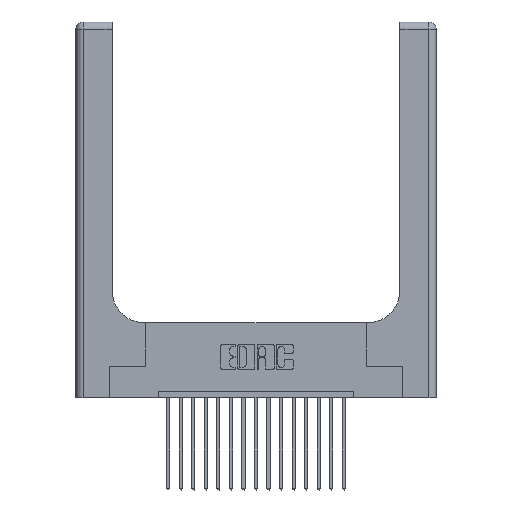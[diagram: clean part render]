
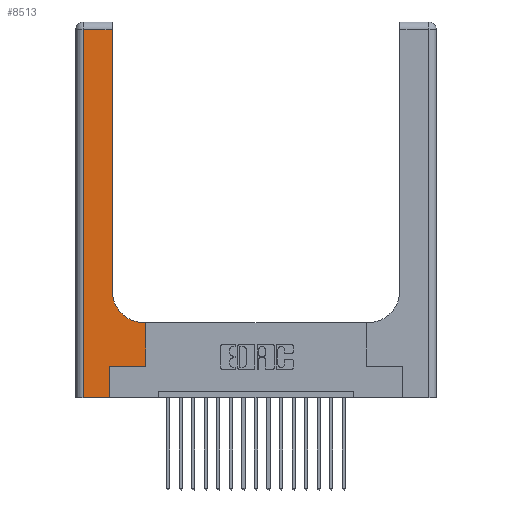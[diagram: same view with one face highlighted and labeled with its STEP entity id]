
A CAD part, top view. The second image highlights one B-rep face of the part: STEP entity #8513.
In plain terms, the highlighted planar face has unit normal (0, 0, 1).
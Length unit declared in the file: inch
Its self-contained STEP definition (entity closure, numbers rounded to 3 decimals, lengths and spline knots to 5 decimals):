
#71 = CARTESIAN_POINT ( 'NONE',  ( 0.06, 3., 0.37 ) ) ;
#146 = VERTEX_POINT ( 'NONE', #18133 ) ;
#899 = VECTOR ( 'NONE', #9516, 39.37008 ) ;
#1145 = CARTESIAN_POINT ( 'NONE',  ( 0., 2.94, 0.37 ) ) ;
#1591 = VERTEX_POINT ( 'NONE', #13383 ) ;
#1807 = VERTEX_POINT ( 'NONE', #2945 ) ;
#1924 = VECTOR ( 'NONE', #3447, 39.37008 ) ;
#1954 = CARTESIAN_POINT ( 'NONE',  ( 0.2915, 3., 0.37 ) ) ;
#2025 = CARTESIAN_POINT ( 'NONE',  ( 0.269, 0.25, 0.37 ) ) ;
#2149 = CARTESIAN_POINT ( 'NONE',  ( 0.5585, 0.25, 0.37 ) ) ;
#2190 = VERTEX_POINT ( 'NONE', #5881 ) ;
#2219 = EDGE_CURVE ( 'NONE', #2190, #146, #3352, .T. ) ;
#2622 = CARTESIAN_POINT ( 'NONE',  ( 0.5415, 0.85, 0.37 ) ) ;
#2669 = CIRCLE ( 'NONE', #11892, 0.25 ) ;
#2823 = DIRECTION ( 'NONE',  ( 1., 0., 0. ) ) ;
#2945 = CARTESIAN_POINT ( 'NONE',  ( 0.2915, 2.94, 0.37 ) ) ;
#3264 = VERTEX_POINT ( 'NONE', #15427 ) ;
#3352 = LINE ( 'NONE', #19737, #13836 ) ;
#3447 = DIRECTION ( 'NONE',  ( 0., 1., 0. ) ) ;
#4157 = DIRECTION ( 'NONE',  ( 0., 0., -1. ) ) ;
#4544 = CARTESIAN_POINT ( 'NONE',  ( 0.269, 0., 0.37 ) ) ;
#4658 = VERTEX_POINT ( 'NONE', #19559 ) ;
#4892 = CARTESIAN_POINT ( 'NONE',  ( 0., 3., 0.37 ) ) ;
#5045 = CARTESIAN_POINT ( 'NONE',  ( 0.269, 0.25, 0.37 ) ) ;
#5076 = LINE ( 'NONE', #4544, #1924 ) ;
#5737 = VERTEX_POINT ( 'NONE', #19059 ) ;
#5770 = VECTOR ( 'NONE', #17232, 39.37008 ) ;
#5881 = CARTESIAN_POINT ( 'NONE',  ( 0.5585, 0.6, 0.37 ) ) ;
#5913 = EDGE_CURVE ( 'NONE', #1807, #3264, #12594, .T. ) ;
#6077 = EDGE_CURVE ( 'NONE', #1591, #1807, #7968, .T. ) ;
#6730 = ORIENTED_EDGE ( 'NONE', *, *, #10126, .T. ) ;
#7112 = ORIENTED_EDGE ( 'NONE', *, *, #6077, .T. ) ;
#7157 = ORIENTED_EDGE ( 'NONE', *, *, #13294, .T. ) ;
#7968 = LINE ( 'NONE', #1954, #8908 ) ;
#8115 = PLANE ( 'NONE',  #18681 ) ;
#8232 = VECTOR ( 'NONE', #10961, 39.37008 ) ;
#8513 = ADVANCED_FACE ( 'NONE', ( #18366 ), #8115, .F. ) ;
#8908 = VECTOR ( 'NONE', #12839, 39.37008 ) ;
#9268 = CARTESIAN_POINT ( 'NONE',  ( 0.5585, 0.25, 0.37 ) ) ;
#9448 = DIRECTION ( 'NONE',  ( -1., 0., 0. ) ) ;
#9516 = DIRECTION ( 'NONE',  ( 1., 0., 0. ) ) ;
#10126 = EDGE_CURVE ( 'NONE', #146, #1591, #2669, .T. ) ;
#10818 = CARTESIAN_POINT ( 'NONE',  ( 0., 0., 0.37 ) ) ;
#10900 = DIRECTION ( 'NONE',  ( 0., 1., 0. ) ) ;
#10961 = DIRECTION ( 'NONE',  ( 0., -1., 0. ) ) ;
#11210 = ORIENTED_EDGE ( 'NONE', *, *, #2219, .T. ) ;
#11618 = LINE ( 'NONE', #10818, #899 ) ;
#11892 = AXIS2_PLACEMENT_3D ( 'NONE', #2622, #4157, #2823 ) ;
#12159 = VECTOR ( 'NONE', #15822, 39.37008 ) ;
#12382 = VERTEX_POINT ( 'NONE', #2025 ) ;
#12517 = EDGE_LOOP ( 'NONE', ( #7112, #19768, #12667, #19513, #12906, #7157, #12695, #11210, #6730 ) ) ;
#12594 = LINE ( 'NONE', #1145, #5770 ) ;
#12667 = ORIENTED_EDGE ( 'NONE', *, *, #17244, .T. ) ;
#12695 = ORIENTED_EDGE ( 'NONE', *, *, #18769, .T. ) ;
#12839 = DIRECTION ( 'NONE',  ( 0., 1., 0. ) ) ;
#12906 = ORIENTED_EDGE ( 'NONE', *, *, #13472, .T. ) ;
#13294 = EDGE_CURVE ( 'NONE', #12382, #13867, #13362, .T. ) ;
#13362 = LINE ( 'NONE', #5045, #12159 ) ;
#13383 = CARTESIAN_POINT ( 'NONE',  ( 0.2915, 0.85, 0.37 ) ) ;
#13472 = EDGE_CURVE ( 'NONE', #5737, #12382, #5076, .T. ) ;
#13836 = VECTOR ( 'NONE', #19872, 39.37008 ) ;
#13867 = VERTEX_POINT ( 'NONE', #2149 ) ;
#14496 = LINE ( 'NONE', #9268, #14981 ) ;
#14981 = VECTOR ( 'NONE', #10900, 39.37008 ) ;
#15015 = LINE ( 'NONE', #71, #8232 ) ;
#15427 = CARTESIAN_POINT ( 'NONE',  ( 0.06, 2.94, 0.37 ) ) ;
#15822 = DIRECTION ( 'NONE',  ( 1., 0., 0. ) ) ;
#17000 = EDGE_CURVE ( 'NONE', #4658, #5737, #11618, .T. ) ;
#17232 = DIRECTION ( 'NONE',  ( -1., 0., 0. ) ) ;
#17244 = EDGE_CURVE ( 'NONE', #3264, #4658, #15015, .T. ) ;
#18133 = CARTESIAN_POINT ( 'NONE',  ( 0.5415, 0.6, 0.37 ) ) ;
#18366 = FACE_OUTER_BOUND ( 'NONE', #12517, .T. ) ;
#18681 = AXIS2_PLACEMENT_3D ( 'NONE', #4892, #18974, #9448 ) ;
#18769 = EDGE_CURVE ( 'NONE', #13867, #2190, #14496, .T. ) ;
#18974 = DIRECTION ( 'NONE',  ( 0., 0., -1. ) ) ;
#19059 = CARTESIAN_POINT ( 'NONE',  ( 0.269, 0., 0.37 ) ) ;
#19513 = ORIENTED_EDGE ( 'NONE', *, *, #17000, .T. ) ;
#19559 = CARTESIAN_POINT ( 'NONE',  ( 0.06, 0., 0.37 ) ) ;
#19737 = CARTESIAN_POINT ( 'NONE',  ( 0.2915, 0.6, 0.37 ) ) ;
#19768 = ORIENTED_EDGE ( 'NONE', *, *, #5913, .T. ) ;
#19872 = DIRECTION ( 'NONE',  ( -1., 0., 0. ) ) ;
